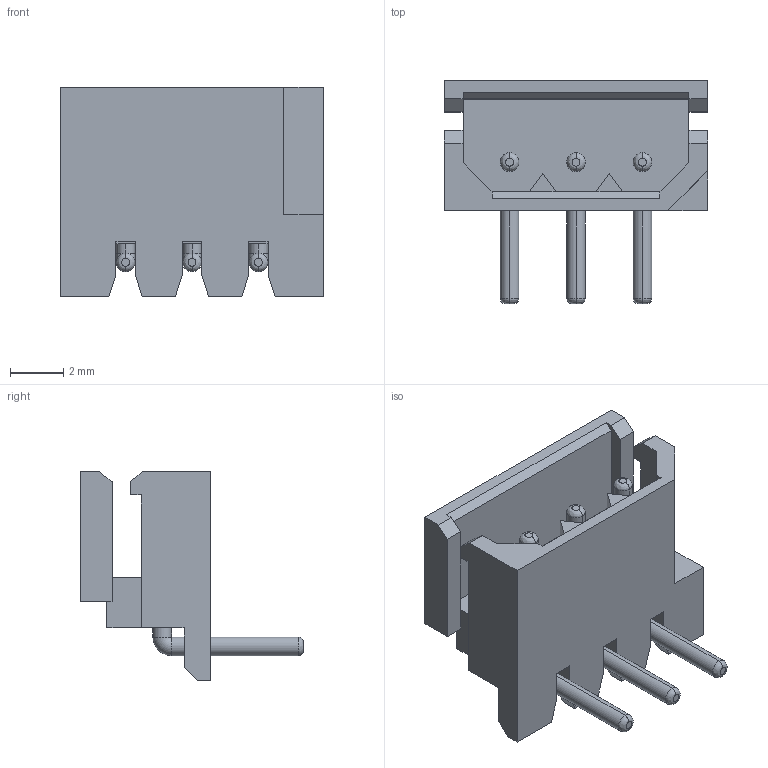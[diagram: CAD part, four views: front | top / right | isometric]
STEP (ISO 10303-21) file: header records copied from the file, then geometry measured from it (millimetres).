
FILE_DESCRIPTION (( 'STEP AP214' ), '1' );
FILE_NAME ('22057035.STEP', '2023-10-31T02:05:03', ( '' ), ( '' ), 'SwSTEP 2.0', 'SolidWorks 2021', '' );
FILE_SCHEMA (( 'AUTOMOTIVE_DESIGN' ));
Length unit declared in the file: millimetre
Products named in the file (1): 22057035
Bounding box: 9.9 x 8.4 x 7.9 mm (x, y, z)
Volume: 174.2 mm3; surface area: 461.1 mm2
Topology: 7 solids, 7 shells, 126 faces, 299 edges, 181 vertices
Faces by surface type: plane 90, cylinder 18, bspline 12, torus 6
Entity records: 3887 total; most frequent: CARTESIAN_POINT 946, ORIENTED_EDGE 586, DIRECTION 579, EDGE_CURVE 293, VECTOR 223, LINE 223, VERTEX_POINT 181, AXIS2_PLACEMENT_3D 178
